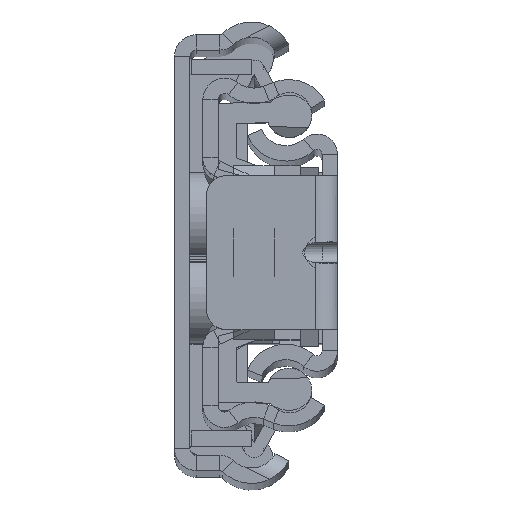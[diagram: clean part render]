
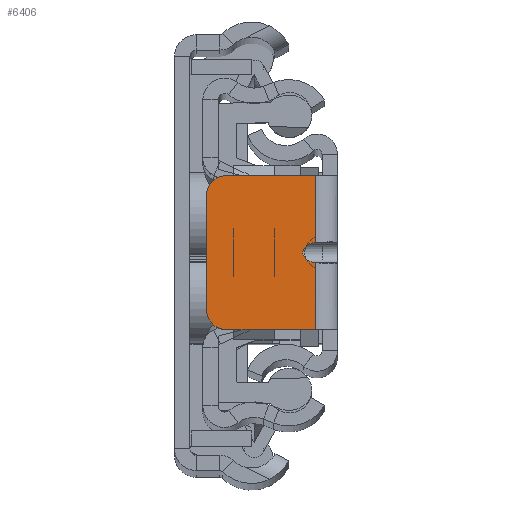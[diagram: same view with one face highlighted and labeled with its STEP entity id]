
A CAD part, top view. The second image highlights one B-rep face of the part: STEP entity #6406.
In plain terms, the highlighted planar face has unit normal (0, 0, 1).
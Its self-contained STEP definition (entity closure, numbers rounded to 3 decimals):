
#66 = ORIENTED_EDGE ( 'NONE', *, *, #7791, .T. ) ;
#663 = CARTESIAN_POINT ( 'NONE',  ( -8.7, -6., 0. ) ) ;
#1116 = LINE ( 'NONE', #7037, #19503 ) ;
#1178 = EDGE_CURVE ( 'NONE', #1737, #7467, #5605, .T. ) ;
#1217 = ORIENTED_EDGE ( 'NONE', *, *, #20851, .F. ) ;
#1737 = VERTEX_POINT ( 'NONE', #22970 ) ;
#2244 = VERTEX_POINT ( 'NONE', #6706 ) ;
#2613 = ORIENTED_EDGE ( 'NONE', *, *, #9398, .F. ) ;
#2628 = EDGE_CURVE ( 'NONE', #13003, #2833, #1116, .T. ) ;
#2730 = LINE ( 'NONE', #15724, #5002 ) ;
#2833 = VERTEX_POINT ( 'NONE', #15687 ) ;
#2969 = DIRECTION ( 'NONE',  ( 1., 0., 0. ) ) ;
#3437 = AXIS2_PLACEMENT_3D ( 'NONE', #5455, #20302, #24148 ) ;
#3817 = CARTESIAN_POINT ( 'NONE',  ( -8.7, -4.5, 0. ) ) ;
#4335 = ORIENTED_EDGE ( 'NONE', *, *, #23441, .T. ) ;
#4885 = VECTOR ( 'NONE', #19175, 1000. ) ;
#5002 = VECTOR ( 'NONE', #14363, 1000. ) ;
#5177 = DIRECTION ( 'NONE',  ( 0., -1., 0. ) ) ;
#5455 = CARTESIAN_POINT ( 'NONE',  ( 0., 0., 0. ) ) ;
#5605 = CIRCLE ( 'NONE', #19434, 1.5 ) ;
#5797 = CARTESIAN_POINT ( 'NONE',  ( -3.497, 0.64, 0. ) ) ;
#5986 = ORIENTED_EDGE ( 'NONE', *, *, #23461, .T. ) ;
#6406 = ADVANCED_FACE ( 'NONE', ( #16595 ), #16716, .F. ) ;
#6689 = EDGE_CURVE ( 'NONE', #2244, #1737, #2730, .T. ) ;
#6706 = CARTESIAN_POINT ( 'NONE',  ( -1.7, 6., 0. ) ) ;
#6819 = LINE ( 'NONE', #10648, #13643 ) ;
#7037 = CARTESIAN_POINT ( 'NONE',  ( 0., -6., 0. ) ) ;
#7467 = VERTEX_POINT ( 'NONE', #8559 ) ;
#7535 = DIRECTION ( 'NONE',  ( 0., 0., 1. ) ) ;
#7647 = ORIENTED_EDGE ( 'NONE', *, *, #1178, .T. ) ;
#7791 = EDGE_CURVE ( 'NONE', #17261, #13003, #14559, .T. ) ;
#7899 = DIRECTION ( 'NONE',  ( 0., 0., 1. ) ) ;
#7916 = LINE ( 'NONE', #20778, #4885 ) ;
#8559 = CARTESIAN_POINT ( 'NONE',  ( -10.2, 4.5, 0. ) ) ;
#8702 = VECTOR ( 'NONE', #21962, 1000. ) ;
#9398 = EDGE_CURVE ( 'NONE', #17626, #2833, #10714, .T. ) ;
#9527 = EDGE_LOOP ( 'NONE', ( #16499, #7647, #4335, #66, #13076, #2613, #5986, #1217 ) ) ;
#9810 = CARTESIAN_POINT ( 'NONE',  ( -1.7, 0.79, 0. ) ) ;
#10648 = CARTESIAN_POINT ( 'NONE',  ( -10.2, 0., 0. ) ) ;
#10714 = LINE ( 'NONE', #14555, #8702 ) ;
#13003 = VERTEX_POINT ( 'NONE', #663 ) ;
#13076 = ORIENTED_EDGE ( 'NONE', *, *, #2628, .T. ) ;
#13111 = CARTESIAN_POINT ( 'NONE',  ( -1.7, 0.79, 0. ) ) ;
#13643 = VECTOR ( 'NONE', #5177, 1000. ) ;
#14363 = DIRECTION ( 'NONE',  ( -1., 0., 0. ) ) ;
#14555 = CARTESIAN_POINT ( 'NONE',  ( -1.7, -6., 0. ) ) ;
#14559 = CIRCLE ( 'NONE', #19685, 1.5 ) ;
#14688 =( BOUNDED_CURVE ( )  B_SPLINE_CURVE ( 3, ( #24367, #18676, #5797, #13111 ),
 .UNSPECIFIED., .F., .F. ) 
 B_SPLINE_CURVE_WITH_KNOTS ( ( 4, 4 ),
 ( 4.83, 7.736 ),
 .UNSPECIFIED. ) 
 CURVE ( )  GEOMETRIC_REPRESENTATION_ITEM ( )  RATIONAL_B_SPLINE_CURVE ( ( 1., 0.412, 0.412, 1. ) ) 
 REPRESENTATION_ITEM ( '' )  );
#15133 = CARTESIAN_POINT ( 'NONE',  ( -10.2, -4.5, 0. ) ) ;
#15687 = CARTESIAN_POINT ( 'NONE',  ( -1.7, -6., 0. ) ) ;
#15724 = CARTESIAN_POINT ( 'NONE',  ( 0., 6., 0. ) ) ;
#16499 = ORIENTED_EDGE ( 'NONE', *, *, #6689, .T. ) ;
#16595 = FACE_OUTER_BOUND ( 'NONE', #9527, .T. ) ;
#16716 = PLANE ( 'NONE',  #3437 ) ;
#16821 = CARTESIAN_POINT ( 'NONE',  ( -8.7, 4.5, 0. ) ) ;
#16930 = DIRECTION ( 'NONE',  ( -1., 0., 0. ) ) ;
#17261 = VERTEX_POINT ( 'NONE', #15133 ) ;
#17342 = VERTEX_POINT ( 'NONE', #9810 ) ;
#17626 = VERTEX_POINT ( 'NONE', #18445 ) ;
#18445 = CARTESIAN_POINT ( 'NONE',  ( -1.7, -0.79, 0. ) ) ;
#18676 = CARTESIAN_POINT ( 'NONE',  ( -3.497, -0.64, 0. ) ) ;
#19159 = DIRECTION ( 'NONE',  ( -1., 0., 0. ) ) ;
#19175 = DIRECTION ( 'NONE',  ( 0., -1., 0. ) ) ;
#19434 = AXIS2_PLACEMENT_3D ( 'NONE', #16821, #7535, #16930 ) ;
#19503 = VECTOR ( 'NONE', #2969, 1000. ) ;
#19685 = AXIS2_PLACEMENT_3D ( 'NONE', #3817, #7899, #19159 ) ;
#20302 = DIRECTION ( 'NONE',  ( 0., 0., -1. ) ) ;
#20778 = CARTESIAN_POINT ( 'NONE',  ( -1.7, -6., 0. ) ) ;
#20851 = EDGE_CURVE ( 'NONE', #2244, #17342, #7916, .T. ) ;
#21962 = DIRECTION ( 'NONE',  ( 0., -1., 0. ) ) ;
#22970 = CARTESIAN_POINT ( 'NONE',  ( -8.7, 6., 0. ) ) ;
#23441 = EDGE_CURVE ( 'NONE', #7467, #17261, #6819, .T. ) ;
#23461 = EDGE_CURVE ( 'NONE', #17626, #17342, #14688, .T. ) ;
#24148 = DIRECTION ( 'NONE',  ( -1., 0., 0. ) ) ;
#24367 = CARTESIAN_POINT ( 'NONE',  ( -1.7, -0.79, 0. ) ) ;
